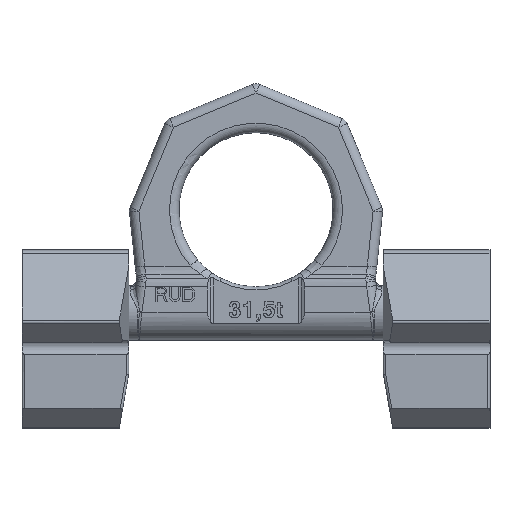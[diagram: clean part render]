
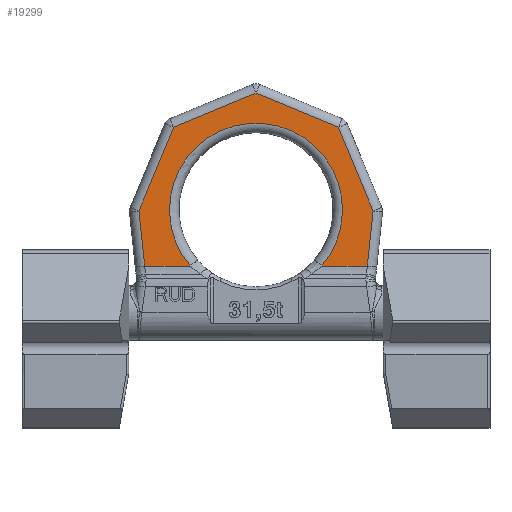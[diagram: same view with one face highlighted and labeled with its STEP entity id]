
A CAD part, top view. The second image highlights one B-rep face of the part: STEP entity #19299.
In plain terms, the highlighted face is planar.
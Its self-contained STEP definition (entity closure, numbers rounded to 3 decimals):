
#10854=DIRECTION('',(0.105,0.,0.995));
#10855=VECTOR('',#10854,46.653);
#10856=CARTESIAN_POINT('',(-98.831,21.,1.184));
#10857=LINE('',#10856,#10855);
#10858=DIRECTION('',(-0.383,0.,0.924));
#10859=VECTOR('',#10858,76.549);
#10860=CARTESIAN_POINT('',(-69.537,21.,-69.537));
#10861=LINE('',#10860,#10859);
#10862=DIRECTION('',(-0.924,0.,0.383));
#10863=VECTOR('',#10862,75.267);
#10864=CARTESIAN_POINT('',(0.,21.,-98.341));
#10865=LINE('',#10864,#10863);
#10866=DIRECTION('',(-0.924,0.,-0.383));
#10867=VECTOR('',#10866,75.267);
#10868=CARTESIAN_POINT('',(69.537,21.,-69.537));
#10869=LINE('',#10868,#10867);
#10870=DIRECTION('',(-0.383,0.,-0.924));
#10871=VECTOR('',#10870,76.549);
#10872=CARTESIAN_POINT('',(98.831,21.,1.184));
#10873=LINE('',#10872,#10871);
#10874=DIRECTION('',(0.105,0.,-0.995));
#10875=VECTOR('',#10874,46.653);
#10876=CARTESIAN_POINT('',(93.955,21.,47.582));
#10877=LINE('',#10876,#10875);
#10878=DIRECTION('',(1.,0.,0.));
#10879=VECTOR('',#10878,38.593);
#10880=CARTESIAN_POINT('',(55.362,21.,47.582));
#10881=LINE('',#10880,#10879);
#10882=DIRECTION('',(1.,0.,0.));
#10883=VECTOR('',#10882,38.593);
#10884=CARTESIAN_POINT('',(-93.955,21.,
47.582));
#10885=LINE('',#10884,#10883);
#10896=CARTESIAN_POINT('',(-93.955,21.,
47.582));
#10903=CARTESIAN_POINT('',(-55.362,21.,
47.582));
#12700=CARTESIAN_POINT('',(0.,21.,0.));
#12701=DIRECTION('',(0.,-1.,0.));
#12702=DIRECTION('',(-0.758,0.,0.652));
#12703=AXIS2_PLACEMENT_3D('',#12700,#12701,#12702);
#12722=CARTESIAN_POINT('',(55.362,21.,47.582));
#17497=VERTEX_POINT('',#10896);
#17499=CARTESIAN_POINT('',(-98.831,21.,1.184));
#17500=VERTEX_POINT('',#17499);
#17505=CARTESIAN_POINT('',(-69.537,21.,-69.537));
#17506=VERTEX_POINT('',#17505);
#17511=CARTESIAN_POINT('',(0.,21.,-98.341));
#17512=VERTEX_POINT('',#17511);
#17517=CARTESIAN_POINT('',(69.537,21.,-69.537));
#17518=VERTEX_POINT('',#17517);
#17523=CARTESIAN_POINT('',(98.831,21.,1.184));
#17524=VERTEX_POINT('',#17523);
#17529=CARTESIAN_POINT('',(93.955,21.,47.582));
#17530=VERTEX_POINT('',#17529);
#17619=VERTEX_POINT('',#12722);
#17625=VERTEX_POINT('',#10903);
#19275=CARTESIAN_POINT('',(150.,21.,-120.));
#19276=DIRECTION('',(0.,-1.,0.));
#19277=DIRECTION('',(0.,0.,1.));
#19278=AXIS2_PLACEMENT_3D('',#19275,#19276,#19277);
#19279=PLANE('',#19278);
#19281=ORIENTED_EDGE('',*,*,#19280,.F.);
#19283=ORIENTED_EDGE('',*,*,#19282,.F.);
#19285=ORIENTED_EDGE('',*,*,#19284,.F.);
#19286=ORIENTED_EDGE('',*,*,#19266,.F.);
#19288=ORIENTED_EDGE('',*,*,#19287,.F.);
#19290=ORIENTED_EDGE('',*,*,#19289,.F.);
#19292=ORIENTED_EDGE('',*,*,#19291,.F.);
#19294=ORIENTED_EDGE('',*,*,#19293,.F.);
#19296=ORIENTED_EDGE('',*,*,#19295,.F.);
#19297=EDGE_LOOP('',(#19281,#19283,#19285,#19286,#19288,#19290,#19292,#19294,
#19296));
#19298=FACE_OUTER_BOUND('',#19297,.F.);
#19299=ADVANCED_FACE('',(#19298),#19279,.F.);
#12704=CIRCLE('',#12703,73.);
#19266=EDGE_CURVE('',#17518,#17512,#10869,.T.);
#19280=EDGE_CURVE('',#17500,#17497,#10857,.T.);
#19282=EDGE_CURVE('',#17506,#17500,#10861,.T.);
#19284=EDGE_CURVE('',#17512,#17506,#10865,.T.);
#19287=EDGE_CURVE('',#17524,#17518,#10873,.T.);
#19289=EDGE_CURVE('',#17530,#17524,#10877,.T.);
#19291=EDGE_CURVE('',#17619,#17530,#10881,.T.);
#19293=EDGE_CURVE('',#17625,#17619,#12704,.T.);
#19295=EDGE_CURVE('',#17497,#17625,#10885,.T.);
